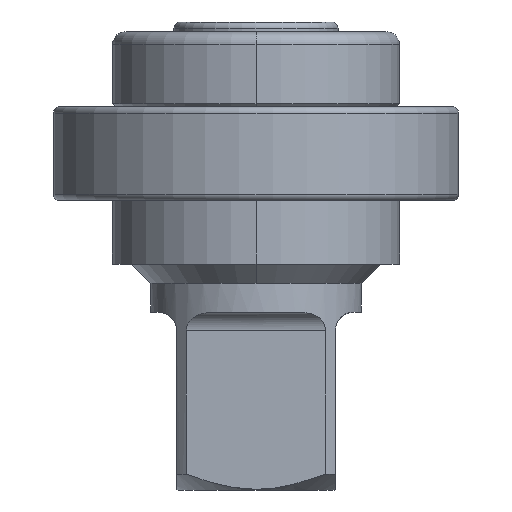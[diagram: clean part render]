
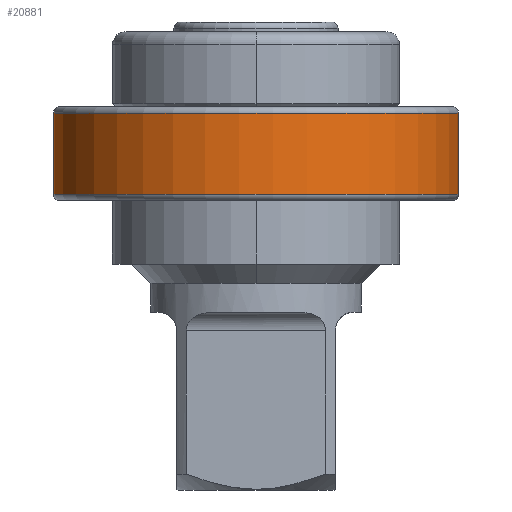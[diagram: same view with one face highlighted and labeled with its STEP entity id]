
A CAD part, front view. The second image highlights one B-rep face of the part: STEP entity #20881.
In plain terms, the highlighted cylindrical face has radius 32.5 mm (diameter 65 mm), a partial arc.
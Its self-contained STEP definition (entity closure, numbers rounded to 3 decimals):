
#14420=CARTESIAN_POINT('',(0.,0.,-1.));
#14421=DIRECTION('',(0.,0.,1.));
#14422=DIRECTION('',(-1.,0.027,0.));
#14423=AXIS2_PLACEMENT_3D('',#14420,#14421,#14422);
#14428=DIRECTION('',(0.,0.,-1.));
#14429=VECTOR('',#14428,13.);
#14430=CARTESIAN_POINT('',(32.488,0.875,-1.));
#14431=LINE('',#14430,#14429);
#14435=CARTESIAN_POINT('',(0.,0.,-14.));
#14436=DIRECTION('',(0.,0.,-1.));
#14437=DIRECTION('',(1.,0.027,0.));
#14438=AXIS2_PLACEMENT_3D('',#14435,#14436,#14437);
#14450=DIRECTION('',(0.,0.,-1.));
#14451=VECTOR('',#14450,13.);
#14452=CARTESIAN_POINT('',(-32.488,0.875,-1.));
#14453=LINE('',#14452,#14451);
#15786=CARTESIAN_POINT('',(-32.488,0.875,-1.));
#15787=VERTEX_POINT('',#15786);
#15790=CARTESIAN_POINT('',(32.488,0.875,-1.));
#15791=VERTEX_POINT('',#15790);
#15796=CARTESIAN_POINT('',(32.488,0.875,-14.));
#15797=CARTESIAN_POINT('',(-32.488,0.875,-14.));
#15798=VERTEX_POINT('',#15796);
#15799=VERTEX_POINT('',#15797);
#20869=CARTESIAN_POINT('',(0.,0.,0.));
#20870=DIRECTION('',(0.,0.,-1.));
#20871=DIRECTION('',(1.,0.,0.));
#20872=AXIS2_PLACEMENT_3D('',#20869,#20870,#20871);
#20873=CYLINDRICAL_SURFACE('',#20872,32.5);
#20874=ORIENTED_EDGE('',*,*,#20863,.T.);
#20875=ORIENTED_EDGE('',*,*,#20809,.T.);
#20876=ORIENTED_EDGE('',*,*,#20751,.T.);
#20878=ORIENTED_EDGE('',*,*,#20877,.F.);
#20879=EDGE_LOOP('',(#20874,#20875,#20876,#20878));
#20880=FACE_OUTER_BOUND('',#20879,.F.);
#14424=CIRCLE('',#14423,32.5);
#14439=CIRCLE('',#14438,32.5);
#20751=EDGE_CURVE('',#15798,#15799,#14439,.T.);
#20809=EDGE_CURVE('',#15791,#15798,#14431,.T.);
#20863=EDGE_CURVE('',#15787,#15791,#14424,.T.);
#20877=EDGE_CURVE('',#15787,#15799,#14453,.T.);
#20881=ADVANCED_FACE('',(#20880),#20873,.T.);
